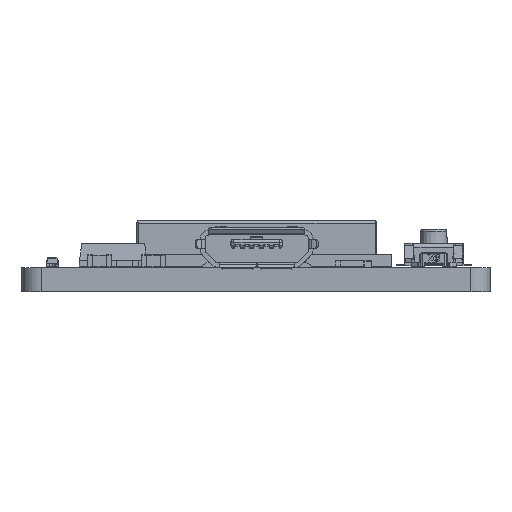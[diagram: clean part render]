
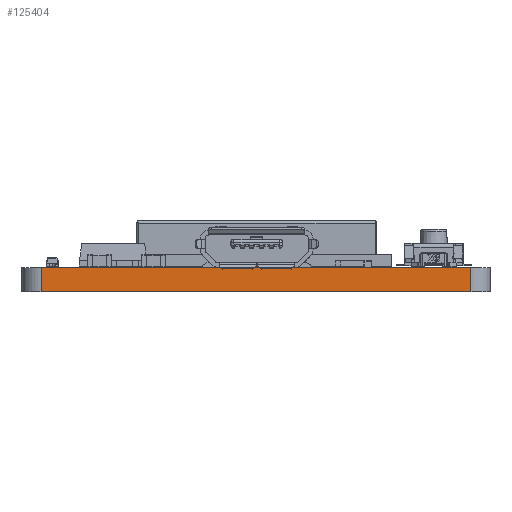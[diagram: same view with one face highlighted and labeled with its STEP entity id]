
A CAD part, front view. The second image highlights one B-rep face of the part: STEP entity #125404.
In plain terms, the highlighted planar face has unit normal (0, -1, 0).
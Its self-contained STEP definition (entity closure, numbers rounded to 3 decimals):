
#124268 = VERTEX_POINT('',#124269);
#124269 = CARTESIAN_POINT('',(109.53,-95.,0.));
#124276 = EDGE_CURVE('',#124268,#124277,#124279,.T.);
#124277 = VERTEX_POINT('',#124278);
#124278 = CARTESIAN_POINT('',(80.87,-95.,0.));
#124279 = LINE('',#124280,#124281);
#124280 = CARTESIAN_POINT('',(109.53,-95.,0.));
#124281 = VECTOR('',#124282,1.);
#124282 = DIRECTION('',(-1.,0.,0.));
#124814 = VERTEX_POINT('',#124815);
#124815 = CARTESIAN_POINT('',(109.53,-95.,1.6));
#124822 = EDGE_CURVE('',#124814,#124823,#124825,.T.);
#124823 = VERTEX_POINT('',#124824);
#124824 = CARTESIAN_POINT('',(80.87,-95.,1.6));
#124825 = LINE('',#124826,#124827);
#124826 = CARTESIAN_POINT('',(109.53,-95.,1.6));
#124827 = VECTOR('',#124828,1.);
#124828 = DIRECTION('',(-1.,0.,0.));
#125376 = EDGE_CURVE('',#124268,#124814,#125377,.T.);
#125377 = LINE('',#125378,#125379);
#125378 = CARTESIAN_POINT('',(109.53,-95.,0.));
#125379 = VECTOR('',#125380,1.);
#125380 = DIRECTION('',(0.,0.,1.));
#125404 = ADVANCED_FACE('',(#125405),#125416,.T.);
#125405 = FACE_BOUND('',#125406,.T.);
#125406 = EDGE_LOOP('',(#125407,#125408,#125409,#125415));
#125407 = ORIENTED_EDGE('',*,*,#125376,.T.);
#125408 = ORIENTED_EDGE('',*,*,#124822,.T.);
#125409 = ORIENTED_EDGE('',*,*,#125410,.F.);
#125410 = EDGE_CURVE('',#124277,#124823,#125411,.T.);
#125411 = LINE('',#125412,#125413);
#125412 = CARTESIAN_POINT('',(80.87,-95.,0.));
#125413 = VECTOR('',#125414,1.);
#125414 = DIRECTION('',(0.,0.,1.));
#125415 = ORIENTED_EDGE('',*,*,#124276,.F.);
#125416 = PLANE('',#125417);
#125417 = AXIS2_PLACEMENT_3D('',#125418,#125419,#125420);
#125418 = CARTESIAN_POINT('',(109.53,-95.,0.));
#125419 = DIRECTION('',(0.,-1.,0.));
#125420 = DIRECTION('',(-1.,0.,0.));
